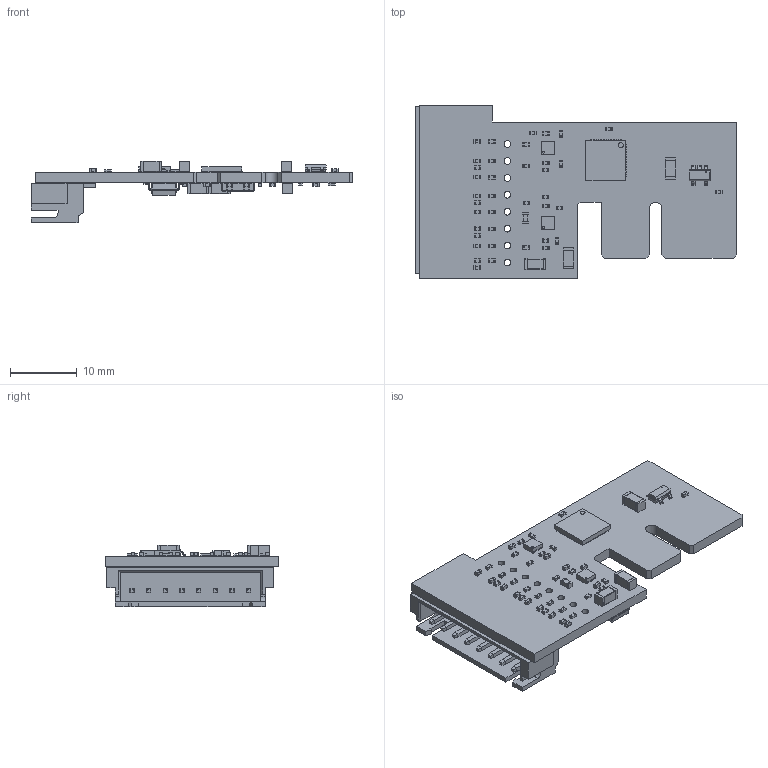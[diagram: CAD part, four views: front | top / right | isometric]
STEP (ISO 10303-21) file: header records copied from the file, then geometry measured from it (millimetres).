
FILE_DESCRIPTION(('KiCad electronic assembly'),'2;1');
FILE_NAME('3906-00010-02 -- ADE_Aux_V4.4.step','2024-09-17T19:05:00',( 'Pcbnew'),('Kicad'),'Open CASCADE STEP processor 7.8', 'KiCad to STEP converter','Unknown');
FILE_SCHEMA(('AUTOMOTIVE_DESIGN { 1 0 10303 214 1 1 1 1 }'));
Length unit declared in the file: millimetre
Products named in the file (22): 3906-00010-02 -- ADE_Aux_V4.4 1; R_0402_1005Metric; C_0402_1005Metric; C_1206_3216Metric; C_0603_1608Metric; WSON-8-1EP_2x2mm_P0.5mm_EP0.9x1.6mm; WSON_8_1EP_2x2mm_P05mm_EP09x16mm; ADE9430ACPZ; ASSEMBLY; SC-74A-5_1P65X3P15_ONS; part; ECS-5032MV-245.7-BN-TR; ECS-3961slash3963; A2501WR-8P1--3D SMD v4; A2501WR-8P1--3D SMD v2; SO-8_3.9x4.9mm_P1.27mm; CQ assembly; ADE_Aux_V4_PCB
Assembly tree (76 placements, depth 3):
  3906-00010-02 -- ADE_Aux_V4.4 1
    R_0402_1005Metric  x27
      R_0402_1005Metric
    C_0402_1005Metric  x24
      C_0402_1005Metric
    C_1206_3216Metric  x6
      C_1206_3216Metric
    C_0603_1608Metric
      C_0603_1608Metric
    WSON-8-1EP_2x2mm_P0.5mm_EP0.9x1.6mm  x2
      WSON_8_1EP_2x2mm_P05mm_EP09x16mm
    ADE9430ACPZ
      ASSEMBLY
    SC-74A-5_1P65X3P15_ONS
      part
    ECS-5032MV-245.7-BN-TR
      ECS-3961slash3963
    A2501WR-8P1--3D SMD v4
      A2501WR-8P1--3D SMD v2
    SO-8_3.9x4.9mm_P1.27mm
      CQ assembly
    ADE_Aux_V4_PCB
Bounding box: 48.2 x 26 x 9.25 mm (x, y, z)
Volume: 2276.5 mm3; surface area: 4323 mm2
Topology: 136 solids, 136 shells, 2666 faces, 6772 edges, 4446 vertices
Faces by surface type: plane 1925, cylinder 725, bspline 16
Full cylindrical faces by diameter (mm): 0.083 x1, 0.25 x6, 0.4 x2, 0.75 x1, 1 x8
Entity records: 35979 total; most frequent: CARTESIAN_POINT 5950, ORIENTED_EDGE 5628, DIRECTION 5559, EDGE_CURVE 2814, LINE 2429, VECTOR 2429, VERTEX_POINT 1842, AXIS2_PLACEMENT_3D 1565
